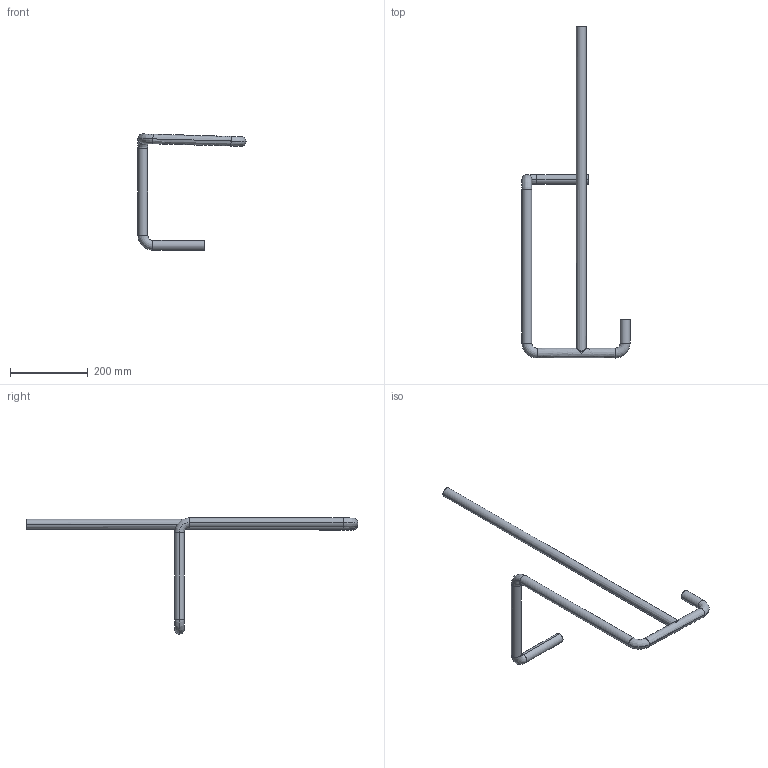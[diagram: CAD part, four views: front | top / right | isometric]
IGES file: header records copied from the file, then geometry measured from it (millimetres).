
Start section:  PTC IGES file: mice9-005.igs
Global section: file name: mice9-005.igs; native system: Pro/ENGINEER by Parametric Technology Corporation; preprocessor: 2004110; author: liuxiaokun; organization: Unknown; date: 080428.080952; units: millimetre
Bounding box: 277.98 x 854.5 x 299.23 mm (x, y, z)
Volume: 233039 mm3; surface area: 296475.4 mm2
Topology: 1 solids, 1 shells, 50 faces, 110 edges, 63 vertices
Faces by surface type: revolution 45, bspline 5
